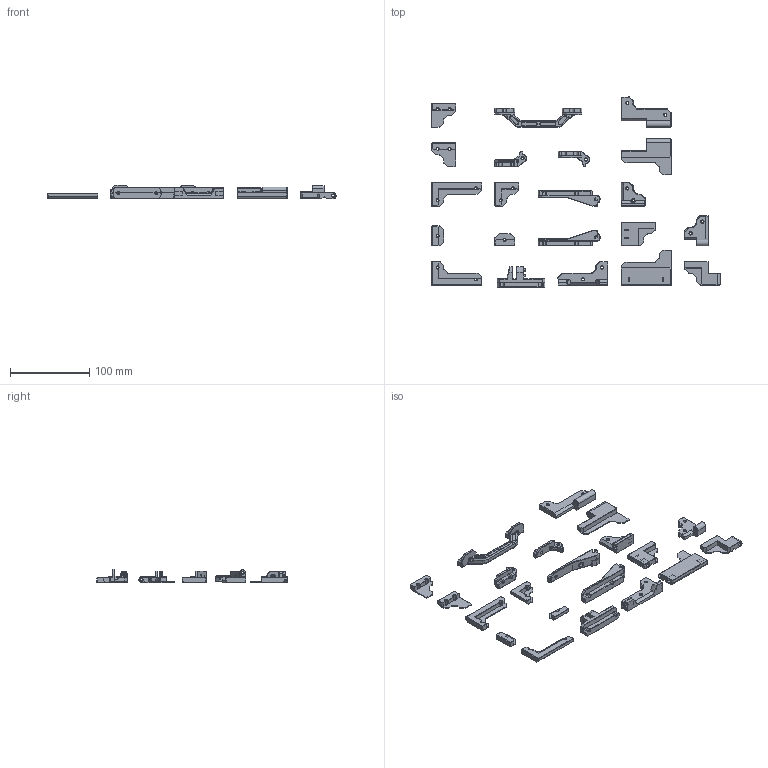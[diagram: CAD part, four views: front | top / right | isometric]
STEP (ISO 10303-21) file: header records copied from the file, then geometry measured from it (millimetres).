
FILE_DESCRIPTION(/* description */ (''),/* implementation_level */ '2;1');
FILE_NAME(/* name */ '3mm_Panel_Clips.step',/* time_stamp */ '2024-04-26T16:10:10+01:00',/* author */ (''),/* organization */ (''),/* preprocessor_version */ 'ST-DEVELOPER v20',/* originating_system */ 'Autodesk Translation Framework v12.20.1.177',/* authorisation */ '');
FILE_SCHEMA (('AUTOMOTIVE_DESIGN { 1 0 10303 214 3 1 1 }'));
Products named in the file (22): 3mm Panel Clips; upper_corner_clip_a_2x_3mm; upper_mid_clip_2x_3mm; upper_corner_clip_b_3mm; mid_clip_8x_3mm; corner_clip_17x_3mm; tophat_hinge_upper_left_3mm; tophat_hinge_upper_right_3mm; tophat_lower_corner_clip_a_3mm_6x; tophat_lower_corner_clip_b_3mm_6x; tophat_hinge_bottom_left_3mm; tophat_hinge_bottom_right_3mm; side_handle_2x_3mm; upper_door_hinge_a_3mm; front_upper_clip_magnets_3mm; front_corner_clip_magnets_3mm; lower_door_hinge_a_3mm; upper_door_hinge_b_3mm; lower_door_hinge_b_3mm; lower_door_mag_latch_3mm; upper_door_mag_latch_3mm; spool_holder_base_3mm
Assembly tree (21 placements, depth 2):
  3mm Panel Clips
    upper_corner_clip_a_2x_3mm
    upper_mid_clip_2x_3mm
    upper_corner_clip_b_3mm
    mid_clip_8x_3mm
    corner_clip_17x_3mm
    tophat_hinge_upper_left_3mm
    tophat_hinge_upper_right_3mm
    tophat_lower_corner_clip_a_3mm_6x
    tophat_lower_corner_clip_b_3mm_6x
    tophat_hinge_bottom_left_3mm
    tophat_hinge_bottom_right_3mm
    side_handle_2x_3mm
    upper_door_hinge_a_3mm
    front_upper_clip_magnets_3mm
    front_corner_clip_magnets_3mm
    lower_door_hinge_a_3mm
    upper_door_hinge_b_3mm
    lower_door_hinge_b_3mm
    lower_door_mag_latch_3mm
    upper_door_mag_latch_3mm
    spool_holder_base_3mm
Bounding box: 364.8 x 240.85 x 17.4 mm (x, y, z)
Volume: 125209.5 mm3; surface area: 75236.2 mm2
Topology: 27 solids, 27 shells, 1992 faces, 4951 edges, 2995 vertices
Faces by surface type: plane 1293, cone 383, cylinder 296, bspline 20
Full cylindrical faces by diameter (mm): 3 x4, 3.3 x34, 3.4 x2, 4.7 x1, 6 x1, 6.25 x2, 6.6 x1, 6.66 x1
Entity records: 59276 total; most frequent: CARTESIAN_POINT 10978, DIRECTION 9910, ORIENTED_EDGE 9902, EDGE_CURVE 4951, LINE 3814, VECTOR 3814, AXIS2_PLACEMENT_3D 3048, VERTEX_POINT 2995
